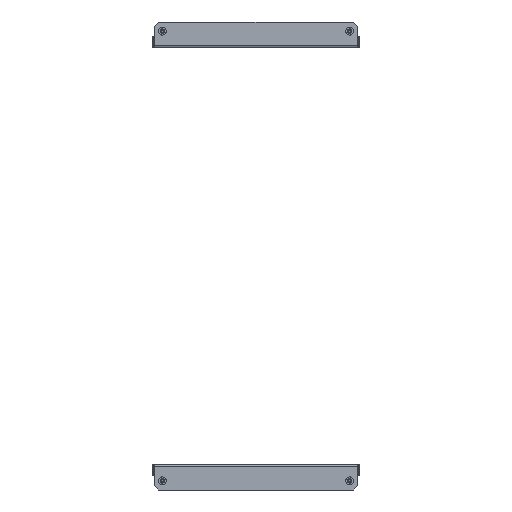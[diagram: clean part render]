
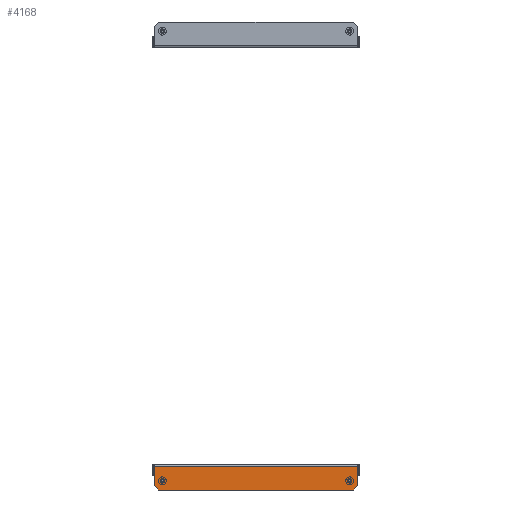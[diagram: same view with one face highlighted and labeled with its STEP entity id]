
A CAD part, left-side view. The second image highlights one B-rep face of the part: STEP entity #4168.
In plain terms, the highlighted planar face has unit normal (-1, 0, 0).
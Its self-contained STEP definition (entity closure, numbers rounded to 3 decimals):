
#228 = AXIS2_PLACEMENT_3D ( 'NONE', #2150, #12002, #5814 ) ;
#400 = CARTESIAN_POINT ( 'NONE',  ( -248.5, 112.5, -17.25 ) ) ;
#550 = CIRCLE ( 'NONE', #12282, 2.75 ) ;
#842 = CARTESIAN_POINT ( 'NONE',  ( -248.5, -117., -31. ) ) ;
#1065 = LINE ( 'NONE', #15452, #15224 ) ;
#1329 = CARTESIAN_POINT ( 'NONE',  ( -248.5, -112.5, -20. ) ) ;
#1855 = VECTOR ( 'NONE', #8957, 1000. ) ;
#1902 = CARTESIAN_POINT ( 'NONE',  ( -248.5, 122., -26. ) ) ;
#1995 = VERTEX_POINT ( 'NONE', #15260 ) ;
#2088 = CIRCLE ( 'NONE', #13163, 2.75 ) ;
#2150 = CARTESIAN_POINT ( 'NONE',  ( -248.5, 0., 0. ) ) ;
#2154 = DIRECTION ( 'NONE',  ( 1., 0., 0. ) ) ;
#2243 = FACE_BOUND ( 'NONE', #5578, .T. ) ;
#2324 = VERTEX_POINT ( 'NONE', #1902 ) ;
#2754 = VERTEX_POINT ( 'NONE', #17838 ) ;
#3131 = EDGE_CURVE ( 'NONE', #18066, #16813, #550, .T. ) ;
#3470 = CARTESIAN_POINT ( 'NONE',  ( -248.5, 112.5, -20. ) ) ;
#3751 = CARTESIAN_POINT ( 'NONE',  ( -248.5, -112.5, -22.75 ) ) ;
#3826 = FACE_OUTER_BOUND ( 'NONE', #15140, .T. ) ;
#4101 = EDGE_CURVE ( 'NONE', #2324, #4372, #16837, .T. ) ;
#4168 = ADVANCED_FACE ( 'NONE', ( #10421, #2243, #3826 ), #4237, .T. ) ;
#4237 = PLANE ( 'NONE',  #228 ) ;
#4365 = CARTESIAN_POINT ( 'NONE',  ( -248.5, 112.5, -22.75 ) ) ;
#4372 = VERTEX_POINT ( 'NONE', #4858 ) ;
#4637 = AXIS2_PLACEMENT_3D ( 'NONE', #1329, #9213, #15822 ) ;
#4858 = CARTESIAN_POINT ( 'NONE',  ( -248.5, 117., -31. ) ) ;
#4890 = CARTESIAN_POINT ( 'NONE',  ( -248.5, 122., -1.5 ) ) ;
#5226 = EDGE_CURVE ( 'NONE', #11476, #10911, #15784, .T. ) ;
#5578 = EDGE_LOOP ( 'NONE', ( #14946, #14538 ) ) ;
#5814 = DIRECTION ( 'NONE',  ( 0., 0., 1. ) ) ;
#5993 = CARTESIAN_POINT ( 'NONE',  ( -248.5, -122., -31. ) ) ;
#6115 = VECTOR ( 'NONE', #10263, 1000. ) ;
#6908 = LINE ( 'NONE', #8693, #6115 ) ;
#7255 = DIRECTION ( 'NONE',  ( 0., 0., -1. ) ) ;
#7275 = DIRECTION ( 'NONE',  ( -1., 0., 0. ) ) ;
#7584 = EDGE_CURVE ( 'NONE', #15169, #1995, #13893, .T. ) ;
#7899 = DIRECTION ( 'NONE',  ( 0., 1., 0. ) ) ;
#8287 = DIRECTION ( 'NONE',  ( 0., 0., 1. ) ) ;
#8678 = EDGE_CURVE ( 'NONE', #16813, #18066, #2088, .T. ) ;
#8693 = CARTESIAN_POINT ( 'NONE',  ( -248.5, 122., -31. ) ) ;
#8957 = DIRECTION ( 'NONE',  ( 0., -0.707, -0.707 ) ) ;
#9213 = DIRECTION ( 'NONE',  ( 1., 0., 0. ) ) ;
#9512 = LINE ( 'NONE', #4890, #20338 ) ;
#9605 = DIRECTION ( 'NONE',  ( 0., 0., 1. ) ) ;
#10263 = DIRECTION ( 'NONE',  ( 0., 1., 0. ) ) ;
#10332 = CIRCLE ( 'NONE', #4637, 2.75 ) ;
#10421 = FACE_BOUND ( 'NONE', #11602, .T. ) ;
#10512 = LINE ( 'NONE', #5993, #12555 ) ;
#10911 = VERTEX_POINT ( 'NONE', #18583 ) ;
#11476 = VERTEX_POINT ( 'NONE', #3751 ) ;
#11602 = EDGE_LOOP ( 'NONE', ( #18549, #18511 ) ) ;
#11872 = EDGE_CURVE ( 'NONE', #17590, #2754, #1065, .T. ) ;
#11882 = EDGE_CURVE ( 'NONE', #15169, #2754, #10512, .T. ) ;
#12002 = DIRECTION ( 'NONE',  ( -1., 0., 0. ) ) ;
#12028 = ORIENTED_EDGE ( 'NONE', *, *, #7584, .T. ) ;
#12168 = ORIENTED_EDGE ( 'NONE', *, *, #18282, .F. ) ;
#12282 = AXIS2_PLACEMENT_3D ( 'NONE', #3470, #13002, #8287 ) ;
#12555 = VECTOR ( 'NONE', #7255, 1000. ) ;
#13002 = DIRECTION ( 'NONE',  ( -1., 0., 0. ) ) ;
#13115 = ORIENTED_EDGE ( 'NONE', *, *, #11882, .F. ) ;
#13163 = AXIS2_PLACEMENT_3D ( 'NONE', #18207, #7275, #17049 ) ;
#13757 = DIRECTION ( 'NONE',  ( 0., -0.707, 0.707 ) ) ;
#13868 = EDGE_CURVE ( 'NONE', #10911, #11476, #10332, .T. ) ;
#13893 = LINE ( 'NONE', #19020, #17815 ) ;
#14538 = ORIENTED_EDGE ( 'NONE', *, *, #8678, .F. ) ;
#14946 = ORIENTED_EDGE ( 'NONE', *, *, #3131, .F. ) ;
#15140 = EDGE_LOOP ( 'NONE', ( #12168, #18189, #15364, #18554, #13115, #12028 ) ) ;
#15169 = VERTEX_POINT ( 'NONE', #17231 ) ;
#15224 = VECTOR ( 'NONE', #13757, 1000. ) ;
#15260 = CARTESIAN_POINT ( 'NONE',  ( -248.5, 122., -2.5 ) ) ;
#15364 = ORIENTED_EDGE ( 'NONE', *, *, #19662, .F. ) ;
#15370 = CARTESIAN_POINT ( 'NONE',  ( -248.5, 74., -74. ) ) ;
#15452 = CARTESIAN_POINT ( 'NONE',  ( -248.5, -74., -74. ) ) ;
#15784 = CIRCLE ( 'NONE', #18462, 2.75 ) ;
#15822 = DIRECTION ( 'NONE',  ( 0., 0., 1. ) ) ;
#16540 = CARTESIAN_POINT ( 'NONE',  ( -248.5, -112.5, -20. ) ) ;
#16813 = VERTEX_POINT ( 'NONE', #4365 ) ;
#16837 = LINE ( 'NONE', #15370, #1855 ) ;
#17049 = DIRECTION ( 'NONE',  ( 0., 0., 1. ) ) ;
#17231 = CARTESIAN_POINT ( 'NONE',  ( -248.5, -122., -2.5 ) ) ;
#17590 = VERTEX_POINT ( 'NONE', #842 ) ;
#17799 = DIRECTION ( 'NONE',  ( 0., 0., 1. ) ) ;
#17815 = VECTOR ( 'NONE', #7899, 1000. ) ;
#17838 = CARTESIAN_POINT ( 'NONE',  ( -248.5, -122., -26. ) ) ;
#18066 = VERTEX_POINT ( 'NONE', #400 ) ;
#18189 = ORIENTED_EDGE ( 'NONE', *, *, #4101, .T. ) ;
#18207 = CARTESIAN_POINT ( 'NONE',  ( -248.5, 112.5, -20. ) ) ;
#18282 = EDGE_CURVE ( 'NONE', #2324, #1995, #9512, .T. ) ;
#18462 = AXIS2_PLACEMENT_3D ( 'NONE', #16540, #2154, #17799 ) ;
#18511 = ORIENTED_EDGE ( 'NONE', *, *, #5226, .T. ) ;
#18549 = ORIENTED_EDGE ( 'NONE', *, *, #13868, .T. ) ;
#18554 = ORIENTED_EDGE ( 'NONE', *, *, #11872, .T. ) ;
#18583 = CARTESIAN_POINT ( 'NONE',  ( -248.5, -112.5, -17.25 ) ) ;
#19020 = CARTESIAN_POINT ( 'NONE',  ( -248.5, 0., -2.5 ) ) ;
#19662 = EDGE_CURVE ( 'NONE', #17590, #4372, #6908, .T. ) ;
#20338 = VECTOR ( 'NONE', #9605, 1000. ) ;
